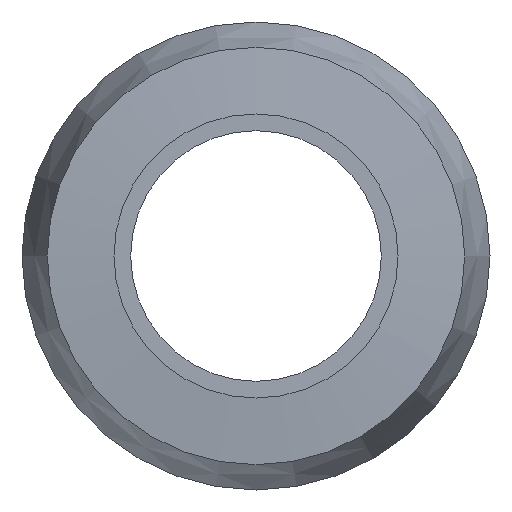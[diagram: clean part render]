
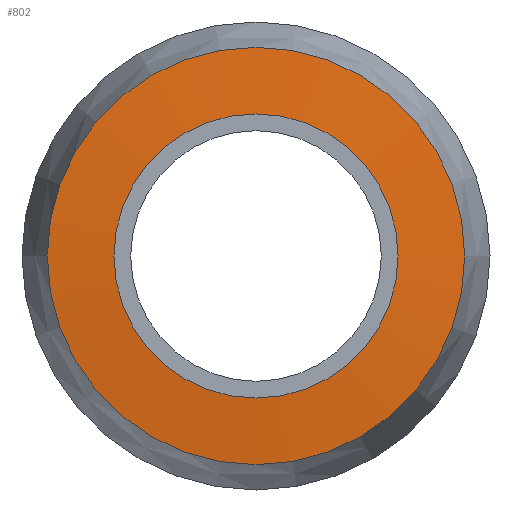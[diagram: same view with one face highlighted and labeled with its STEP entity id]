
A CAD part, left-side view. The second image highlights one B-rep face of the part: STEP entity #802.
In plain terms, the highlighted conical face has half-angle 85 degrees and reference radius 10.493 mm.
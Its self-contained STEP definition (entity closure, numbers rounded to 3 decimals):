
#768=CARTESIAN_POINT('',(-13.5,8.5,0.0));
#769=VERTEX_POINT('',#768);
#770=CARTESIAN_POINT('',(-13.5,0.0,0.0));
#771=DIRECTION('',(1.0,0.0,0.0));
#772=DIRECTION('',(0.0,1.0,0.0));
#773=AXIS2_PLACEMENT_3D('',#770,#771,#772);
#774=CIRCLE('',#773,8.5);
#775=EDGE_CURVE('',#769,#769,#774,.T.);
#783=CARTESIAN_POINT('',(-13.326,0.0,0.0));
#784=DIRECTION('',(1.0,0.0,0.0));
#785=DIRECTION('',(0.0,1.0,0.0));
#786=AXIS2_PLACEMENT_3D('',#783,#784,#785);
#787=CONICAL_SURFACE('',#786,10.493,85.0);
#788=CARTESIAN_POINT('',(-13.151,12.486,0.0));
#789=VERTEX_POINT('',#788);
#790=CARTESIAN_POINT('',(-13.151,0.0,0.0));
#791=DIRECTION('',(1.0,0.0,0.0));
#792=DIRECTION('',(0.0,1.0,0.0));
#793=AXIS2_PLACEMENT_3D('',#790,#791,#792);
#794=CIRCLE('',#793,12.486);
#795=EDGE_CURVE('',#789,#789,#794,.T.);
#796=ORIENTED_EDGE('',*,*,#795,.F.);
#797=EDGE_LOOP('',(#796));
#798=FACE_OUTER_BOUND('',#797,.T.);
#799=ORIENTED_EDGE('',*,*,#775,.T.);
#800=EDGE_LOOP('',(#799));
#801=FACE_BOUND('',#800,.T.);
#802=ADVANCED_FACE('',(#798,#801),#787,.T.);
